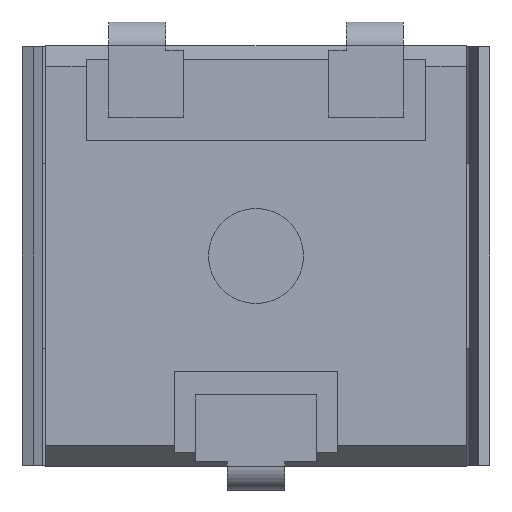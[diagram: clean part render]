
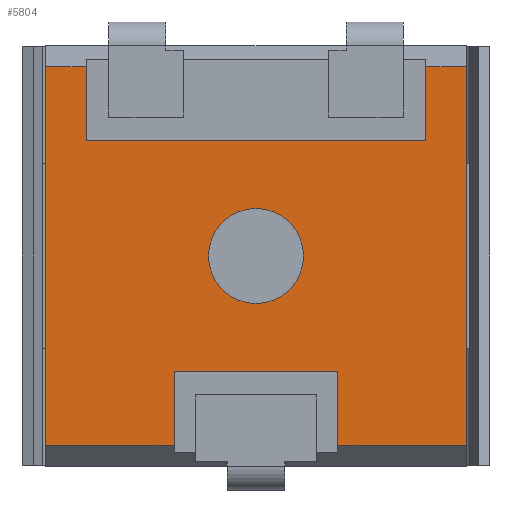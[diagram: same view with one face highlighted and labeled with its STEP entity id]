
A CAD part, front view. The second image highlights one B-rep face of the part: STEP entity #5804.
In plain terms, the highlighted planar face has unit normal (0, -1, 0).
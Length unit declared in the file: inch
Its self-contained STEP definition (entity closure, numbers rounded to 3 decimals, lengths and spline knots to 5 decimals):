
#1=DIRECTION('',(-1.,0.,0.));
#2=VECTOR('',#1,0.054);
#3=CARTESIAN_POINT('',(-0.0345,0.,-0.07956));
#4=LINE('',#3,#2);
#5=DIRECTION('',(0.,0.,1.));
#6=VECTOR('',#5,0.03096);
#7=CARTESIAN_POINT('',(0.0715,0.,0.0486));
#8=LINE('',#7,#6);
#9=DIRECTION('',(-1.,0.,0.));
#10=VECTOR('',#9,0.054);
#11=CARTESIAN_POINT('',(0.0885,0.,-0.07956));
#12=LINE('',#11,#10);
#13=DIRECTION('',(0.,0.,-1.));
#14=VECTOR('',#13,0.03096);
#15=CARTESIAN_POINT('',(-0.0345,0.,-0.0486));
#16=LINE('',#15,#14);
#17=CARTESIAN_POINT('',(0.,0.,0.));
#18=DIRECTION('',(0.,-1.,0.));
#19=DIRECTION('',(-1.,0.,0.));
#20=AXIS2_PLACEMENT_3D('',#17,#18,#19);
#22=CARTESIAN_POINT('',(0.,0.,0.));
#23=DIRECTION('',(0.,-1.,0.));
#24=DIRECTION('',(1.,0.,0.));
#25=AXIS2_PLACEMENT_3D('',#22,#23,#24);
#35=DIRECTION('',(1.,0.,0.));
#36=VECTOR('',#35,0.069);
#37=CARTESIAN_POINT('',(-0.0345,0.,-0.0486));
#38=LINE('',#37,#36);
#51=DIRECTION('',(0.,0.,-1.));
#52=VECTOR('',#51,0.03096);
#53=CARTESIAN_POINT('',(0.0345,0.,-0.0486));
#54=LINE('',#53,#52);
#71=DIRECTION('',(0.,0.,1.));
#72=VECTOR('',#71,0.15912);
#73=CARTESIAN_POINT('',(0.0885,0.,-0.07956));
#74=LINE('',#73,#72);
#107=DIRECTION('',(-1.,0.,0.));
#108=VECTOR('',#107,0.017);
#109=CARTESIAN_POINT('',(0.0885,0.,0.07956));
#110=LINE('',#109,#108);
#111=DIRECTION('',(-1.,0.,0.));
#112=VECTOR('',#111,0.017);
#113=CARTESIAN_POINT('',(-0.0715,0.,0.07956));
#114=LINE('',#113,#112);
#147=DIRECTION('',(0.,0.,-1.));
#148=VECTOR('',#147,0.15912);
#149=CARTESIAN_POINT('',(-0.0885,0.,0.07956));
#150=LINE('',#149,#148);
#4492=DIRECTION('',(-1.,0.,0.));
#4493=VECTOR('',#4492,0.143);
#4494=CARTESIAN_POINT('',(0.0715,0.,0.0486));
#4495=LINE('',#4494,#4493);
#4508=DIRECTION('',(0.,0.,1.));
#4509=VECTOR('',#4508,0.03096);
#4510=CARTESIAN_POINT('',(-0.0715,0.,0.0486));
#4511=LINE('',#4510,#4509);
#4546=CARTESIAN_POINT('',(-0.0345,0.,-0.07956));
#4547=CARTESIAN_POINT('',(-0.0885,0.,-0.07956));
#4548=VERTEX_POINT('',#4546);
#4549=VERTEX_POINT('',#4547);
#4550=CARTESIAN_POINT('',(-0.0885,0.,0.07956));
#4551=VERTEX_POINT('',#4550);
#4552=CARTESIAN_POINT('',(-0.0715,0.,0.07956));
#4553=VERTEX_POINT('',#4552);
#4554=CARTESIAN_POINT('',(-0.0715,0.,0.0486));
#4555=VERTEX_POINT('',#4554);
#4556=CARTESIAN_POINT('',(0.0715,0.,0.0486));
#4557=VERTEX_POINT('',#4556);
#4558=CARTESIAN_POINT('',(0.0715,0.,0.07956));
#4559=VERTEX_POINT('',#4558);
#4560=CARTESIAN_POINT('',(0.0885,0.,0.07956));
#4561=VERTEX_POINT('',#4560);
#4562=CARTESIAN_POINT('',(0.0885,0.,-0.07956));
#4563=VERTEX_POINT('',#4562);
#4564=CARTESIAN_POINT('',(0.0345,0.,-0.07956));
#4565=VERTEX_POINT('',#4564);
#4566=CARTESIAN_POINT('',(0.0345,0.,-0.0486));
#4567=VERTEX_POINT('',#4566);
#4568=CARTESIAN_POINT('',(-0.0345,0.,-0.0486));
#4569=VERTEX_POINT('',#4568);
#4570=CARTESIAN_POINT('',(-0.02,0.,0.));
#4571=CARTESIAN_POINT('',(0.02,0.,0.));
#4572=VERTEX_POINT('',#4570);
#4573=VERTEX_POINT('',#4571);
#5767=CARTESIAN_POINT('',(0.,0.,0.));
#5768=DIRECTION('',(0.,1.,0.));
#5769=DIRECTION('',(1.,0.,0.));
#5770=AXIS2_PLACEMENT_3D('',#5767,#5768,#5769);
#5771=PLANE('',#5770);
#5773=ORIENTED_EDGE('',*,*,#5772,.T.);
#5775=ORIENTED_EDGE('',*,*,#5774,.F.);
#5777=ORIENTED_EDGE('',*,*,#5776,.F.);
#5779=ORIENTED_EDGE('',*,*,#5778,.F.);
#5781=ORIENTED_EDGE('',*,*,#5780,.F.);
#5783=ORIENTED_EDGE('',*,*,#5782,.T.);
#5785=ORIENTED_EDGE('',*,*,#5784,.F.);
#5787=ORIENTED_EDGE('',*,*,#5786,.F.);
#5789=ORIENTED_EDGE('',*,*,#5788,.T.);
#5791=ORIENTED_EDGE('',*,*,#5790,.F.);
#5793=ORIENTED_EDGE('',*,*,#5792,.F.);
#5795=ORIENTED_EDGE('',*,*,#5794,.T.);
#5796=EDGE_LOOP('',(#5773,#5775,#5777,#5779,#5781,#5783,#5785,#5787,#5789,#5791,
#5793,#5795));
#5797=FACE_OUTER_BOUND('',#5796,.F.);
#5799=ORIENTED_EDGE('',*,*,#5798,.T.);
#5801=ORIENTED_EDGE('',*,*,#5800,.T.);
#5802=EDGE_LOOP('',(#5799,#5801));
#5803=FACE_BOUND('',#5802,.F.);
#5804=ADVANCED_FACE('',(#5797,#5803),#5771,.F.);
#21=CIRCLE('',#20,0.02);
#26=CIRCLE('',#25,0.02);
#5772=EDGE_CURVE('',#4548,#4549,#4,.T.);
#5774=EDGE_CURVE('',#4551,#4549,#150,.T.);
#5776=EDGE_CURVE('',#4553,#4551,#114,.T.);
#5778=EDGE_CURVE('',#4555,#4553,#4511,.T.);
#5780=EDGE_CURVE('',#4557,#4555,#4495,.T.);
#5782=EDGE_CURVE('',#4557,#4559,#8,.T.);
#5784=EDGE_CURVE('',#4561,#4559,#110,.T.);
#5786=EDGE_CURVE('',#4563,#4561,#74,.T.);
#5788=EDGE_CURVE('',#4563,#4565,#12,.T.);
#5790=EDGE_CURVE('',#4567,#4565,#54,.T.);
#5792=EDGE_CURVE('',#4569,#4567,#38,.T.);
#5794=EDGE_CURVE('',#4569,#4548,#16,.T.);
#5798=EDGE_CURVE('',#4572,#4573,#21,.T.);
#5800=EDGE_CURVE('',#4573,#4572,#26,.T.);
